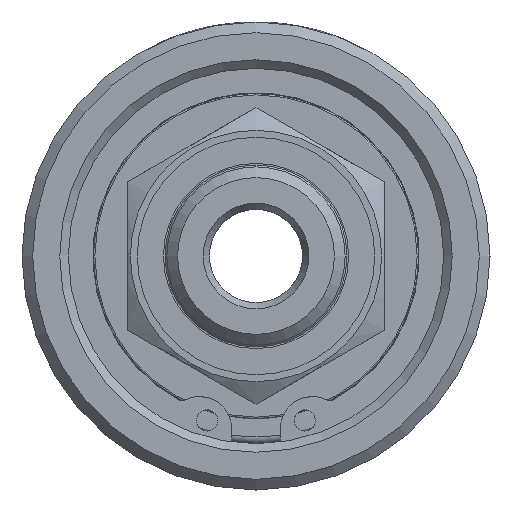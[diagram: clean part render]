
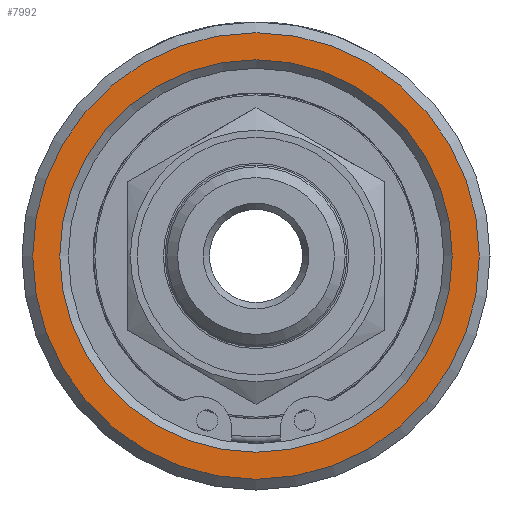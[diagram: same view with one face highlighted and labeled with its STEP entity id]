
A CAD part, left-side view. The second image highlights one B-rep face of the part: STEP entity #7992.
In plain terms, the highlighted planar face has unit normal (-1, 0, 0).
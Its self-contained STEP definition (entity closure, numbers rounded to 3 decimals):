
#1692=FACE_BOUND('',#2607,.T.);
#2120=FACE_OUTER_BOUND('',#2606,.T.);
#2606=EDGE_LOOP('',(#7220));
#2607=EDGE_LOOP('',(#7221));
#2897=CIRCLE('',#8815,18.34);
#2900=CIRCLE('',#8820,20.87);
#3704=VERTEX_POINT('',#17809);
#3707=VERTEX_POINT('',#17819);
#4888=EDGE_CURVE('',#3704,#3704,#2897,.T.);
#4892=EDGE_CURVE('',#3707,#3707,#2900,.T.);
#7220=ORIENTED_EDGE('',*,*,#4892,.F.);
#7221=ORIENTED_EDGE('',*,*,#4888,.F.);
#7564=PLANE('',#8819);
#7992=ADVANCED_FACE('',(#2120,#1692),#7564,.T.);
#8815=AXIS2_PLACEMENT_3D('',#17811,#10851,#10852);
#8819=AXIS2_PLACEMENT_3D('',#17818,#10860,#10861);
#8820=AXIS2_PLACEMENT_3D('',#17820,#10862,#10863);
#10851=DIRECTION('center_axis',(-1.,0.,0.));
#10852=DIRECTION('ref_axis',(0.,0.,-1.));
#10860=DIRECTION('center_axis',(-1.,0.,0.));
#10861=DIRECTION('ref_axis',(0.,0.,1.));
#10862=DIRECTION('center_axis',(1.,0.,0.));
#10863=DIRECTION('ref_axis',(0.,-1.,0.));
#17809=CARTESIAN_POINT('',(25.74,0.,18.34));
#17811=CARTESIAN_POINT('Origin',(25.74,0.,0.));
#17818=CARTESIAN_POINT('Origin',(25.74,10.935,0.));
#17819=CARTESIAN_POINT('',(25.74,20.87,0.));
#17820=CARTESIAN_POINT('Origin',(25.74,0.,0.));
